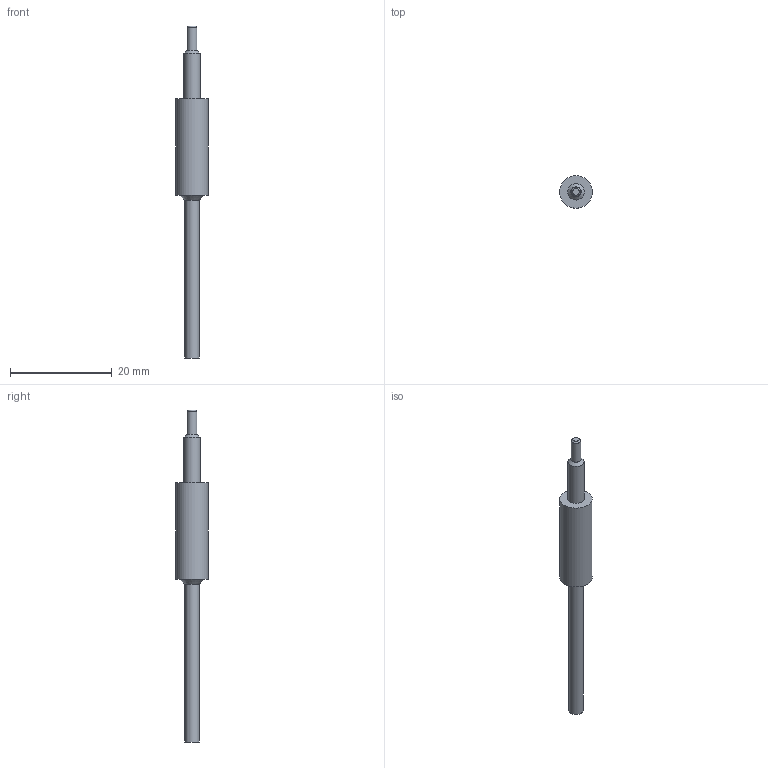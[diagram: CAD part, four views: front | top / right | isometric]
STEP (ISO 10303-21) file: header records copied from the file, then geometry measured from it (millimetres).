
FILE_DESCRIPTION(/* description */ (''),/* implementation_level */ '2;1');
FILE_NAME(/* name */ 'MCDC1M.stp',/* time_stamp */ '2014-11-26T09:01:19+01:00',/* author */ ('sh'),/* organization */ (''),/* preprocessor_version */ 'ST-DEVELOPER v15.2',/* originating_system */ 'Autodesk Inventor 2014',/* authorisation */ '');
FILE_SCHEMA (('AUTOMOTIVE_DESIGN { 1 0 10303 214 3 1 1 }'));
Length unit declared in the file: millimetre
Products named in the file (1): MCDC1M
Bounding box: 6.4 x 6.4 x 65.3 mm (x, y, z)
Volume: 901.9 mm3; surface area: 843 mm2
Topology: 1 solids, 1 shells, 12 faces, 18 edges, 11 vertices
Faces by surface type: plane 5, cylinder 4, cone 3
Full cylindrical faces by diameter (mm): 1.9 x1, 2.8 x1, 3.2 x1, 6.4 x1
Entity records: 265 total; most frequent: DIRECTION 48, CARTESIAN_POINT 35, AXIS2_PLACEMENT_3D 24, EDGE_LOOP 22, ORIENTED_EDGE 22, FACE_BOUND 12, ADVANCED_FACE 12, CIRCLE 11
